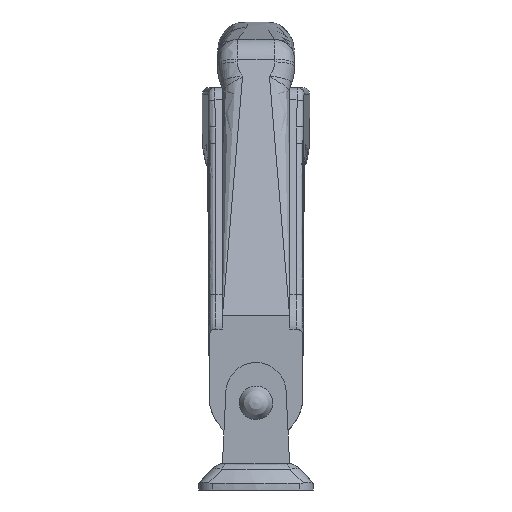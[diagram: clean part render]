
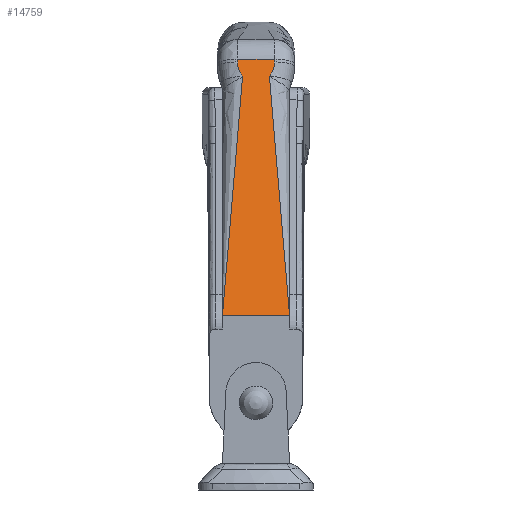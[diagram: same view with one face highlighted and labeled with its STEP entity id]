
A CAD part, left-side view. The second image highlights one B-rep face of the part: STEP entity #14759.
In plain terms, the highlighted free-form (B-spline) face has degree [1, 1] with [2, 2] control points.
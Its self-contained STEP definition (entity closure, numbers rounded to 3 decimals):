
#10387=CARTESIAN_POINT('',(-57.397,2.,61.647));
#10388=VERTEX_POINT('',#10387);
#10882=CARTESIAN_POINT('',(-57.397,-2.,61.647));
#10883=VERTEX_POINT('',#10882);
#13595=CARTESIAN_POINT('',(-56.704,2.75,64.218));
#13596=VERTEX_POINT('',#13595);
#13653=CARTESIAN_POINT('',(-56.814,2.75,63.811));
#13654=VERTEX_POINT('',#13653);
#13668=CARTESIAN_POINT('',(-56.704,2.75,64.218));
#13669=CARTESIAN_POINT('',(-56.741,2.75,64.082));
#13670=CARTESIAN_POINT('',(-56.777,2.75,63.947));
#13671=CARTESIAN_POINT('',(-56.814,2.75,63.811));
#13672=QUASI_UNIFORM_CURVE('',3,(#13668,#13669,#13670,#13671),.UNSPECIFIED.,.F.,.U.);
#13673=EDGE_CURVE('',#13596,#13654,#13672,.T.);
#13733=CARTESIAN_POINT('',(-56.814,2.75,63.811));
#13734=CARTESIAN_POINT('',(-57.138,2.75,62.607));
#13735=CARTESIAN_POINT('',(-57.397,2.,61.647));
#13736=QUASI_UNIFORM_CURVE('',2,(#13733,#13734,#13735),.UNSPECIFIED.,.F.,.U.);
#13737=EDGE_CURVE('',#13654,#10388,#13736,.T.);
#13772=CARTESIAN_POINT('',(-67.0,5.0,26.0));
#13773=VERTEX_POINT('',#13772);
#13774=CARTESIAN_POINT('',(-57.397,2.,61.647));
#13775=CARTESIAN_POINT('',(-57.397,2.,61.647));
#13776=CARTESIAN_POINT('',(-57.397,2.,61.647));
#13777=CARTESIAN_POINT('',(-57.397,2.0,61.646));
#13778=CARTESIAN_POINT('',(-60.598,3.0,49.764));
#13779=CARTESIAN_POINT('',(-63.799,4.0,37.882));
#13780=CARTESIAN_POINT('',(-67.0,5.0,26.0));
#13781=B_SPLINE_CURVE_WITH_KNOTS('',3,(#13774,#13775,#13776,#13777,#13778,#13779,#13780),.UNSPECIFIED.,.F.,.U.,(4,3,4),(0.0,0.,1.0),.UNSPECIFIED.);
#13782=EDGE_CURVE('',#10388,#13773,#13781,.T.);
#13824=CARTESIAN_POINT('',(-67.0,-5.0,26.0));
#13825=VERTEX_POINT('',#13824);
#13834=CARTESIAN_POINT('',(-67.0,-5.0,26.0));
#13835=CARTESIAN_POINT('',(-63.799,-4.0,37.882));
#13836=CARTESIAN_POINT('',(-60.598,-3.0,49.764));
#13837=CARTESIAN_POINT('',(-57.397,-2.0,61.646));
#13838=CARTESIAN_POINT('',(-57.397,-2.,61.647));
#13839=CARTESIAN_POINT('',(-57.397,-2.,61.647));
#13840=CARTESIAN_POINT('',(-57.397,-2.,61.647));
#13841=B_SPLINE_CURVE_WITH_KNOTS('',3,(#13834,#13835,#13836,#13837,#13838,#13839,#13840),.UNSPECIFIED.,.F.,.U.,(4,3,4),(0.0,0.333,0.333),.UNSPECIFIED.);
#13842=EDGE_CURVE('',#13825,#10883,#13841,.T.);
#13885=CARTESIAN_POINT('',(-56.814,-2.75,63.811));
#13886=VERTEX_POINT('',#13885);
#13887=CARTESIAN_POINT('',(-57.397,-2.,61.647));
#13888=CARTESIAN_POINT('',(-57.138,-2.75,62.607));
#13889=CARTESIAN_POINT('',(-56.814,-2.75,63.811));
#13890=QUASI_UNIFORM_CURVE('',2,(#13887,#13888,#13889),.UNSPECIFIED.,.F.,.U.);
#13891=EDGE_CURVE('',#10883,#13886,#13890,.T.);
#13942=CARTESIAN_POINT('',(-56.704,-2.75,64.218));
#13943=VERTEX_POINT('',#13942);
#13957=CARTESIAN_POINT('',(-56.814,-2.75,63.811));
#13958=CARTESIAN_POINT('',(-56.777,-2.75,63.947));
#13959=CARTESIAN_POINT('',(-56.741,-2.75,64.082));
#13960=CARTESIAN_POINT('',(-56.704,-2.75,64.218));
#13961=QUASI_UNIFORM_CURVE('',3,(#13957,#13958,#13959,#13960),.UNSPECIFIED.,.F.,.U.);
#13962=EDGE_CURVE('',#13886,#13943,#13961,.T.);
#14465=CARTESIAN_POINT('',(-56.704,-2.75,64.218));
#14466=CARTESIAN_POINT('',(-56.704,2.75,64.218));
#14467=QUASI_UNIFORM_CURVE('',1,(#14465,#14466),.UNSPECIFIED.,.F.,.U.);
#14468=EDGE_CURVE('',#13943,#13596,#14467,.T.);
#14740=CARTESIAN_POINT('',(-67.514,-5.499,24.091));
#14741=CARTESIAN_POINT('',(-56.19,-5.499,66.127));
#14742=CARTESIAN_POINT('',(-67.514,5.5,24.091));
#14743=CARTESIAN_POINT('',(-56.19,5.5,66.127));
#14744=B_SPLINE_SURFACE_WITH_KNOTS('',1,1,((#14740,#14742),(#14741,#14743)),.UNSPECIFIED.,.F.,.F.,.U.,(2,2),(2,2),(0.0,43.534),(0.0,10.999),.UNSPECIFIED.);
#14745=ORIENTED_EDGE('',*,*,#14468,.T.);
#14746=ORIENTED_EDGE('',*,*,#13673,.T.);
#14747=ORIENTED_EDGE('',*,*,#13737,.T.);
#14748=ORIENTED_EDGE('',*,*,#13782,.T.);
#14749=CARTESIAN_POINT('',(-67.0,5.0,26.0));
#14750=CARTESIAN_POINT('',(-67.0,-5.0,26.0));
#14751=QUASI_UNIFORM_CURVE('',1,(#14749,#14750),.UNSPECIFIED.,.F.,.U.);
#14752=EDGE_CURVE('',#13773,#13825,#14751,.T.);
#14753=ORIENTED_EDGE('',*,*,#14752,.T.);
#14754=ORIENTED_EDGE('',*,*,#13842,.T.);
#14755=ORIENTED_EDGE('',*,*,#13891,.T.);
#14756=ORIENTED_EDGE('',*,*,#13962,.T.);
#14757=EDGE_LOOP('',(#14745,#14746,#14747,#14748,#14753,#14754,#14755,#14756));
#14758=FACE_OUTER_BOUND('',#14757,.T.);
#14759=ADVANCED_FACE('',(#14758),#14744,.T.);
